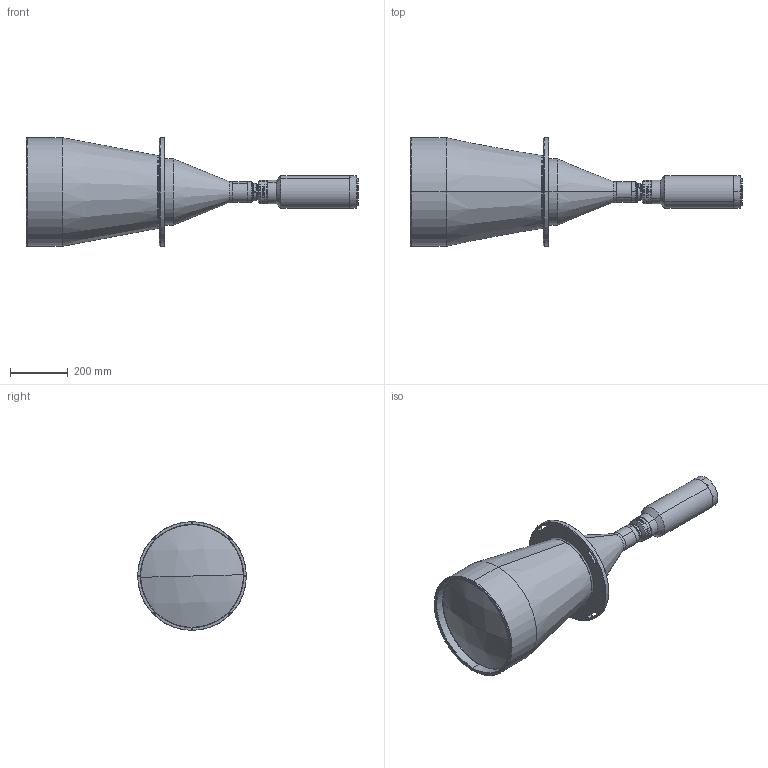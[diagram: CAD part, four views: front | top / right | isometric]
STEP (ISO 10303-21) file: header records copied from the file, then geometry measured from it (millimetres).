
FILE_DESCRIPTION (( 'STEP AP203' ), '1' );
FILE_NAME ('XF-PTL35082-M95-12-VI.STEP', '2019-06-14T01:31:06', ( 'puyufan' ), ( '' ), 'SwSTEP 2.0', 'SolidWorks 2014', '' );
FILE_SCHEMA (( 'CONFIG_CONTROL_DESIGN' ));
Length unit declared in the file: millimetre
Products named in the file (1): XF-PTL35082-M95-12-VI
Bounding box: 1148.95 x 376 x 376 mm (x, y, z)
Surface area: 1126861.2 mm2 (no closed solid volume)
Topology: 0 solids, 68 shells, 313 faces, 1801 edges, 1523 vertices
Faces by surface type: cylinder 198, plane 62, cone 34, torus 16, sphere 2, bspline 1
Entity records: 27441 total; most frequent: CARTESIAN_POINT 13942, DIRECTION 2701, ORIENTED_EDGE 2346, EDGE_CURVE 1801, VERTEX_POINT 1523, AXIS2_PLACEMENT_3D 1052, CIRCLE 739, VECTOR 597
